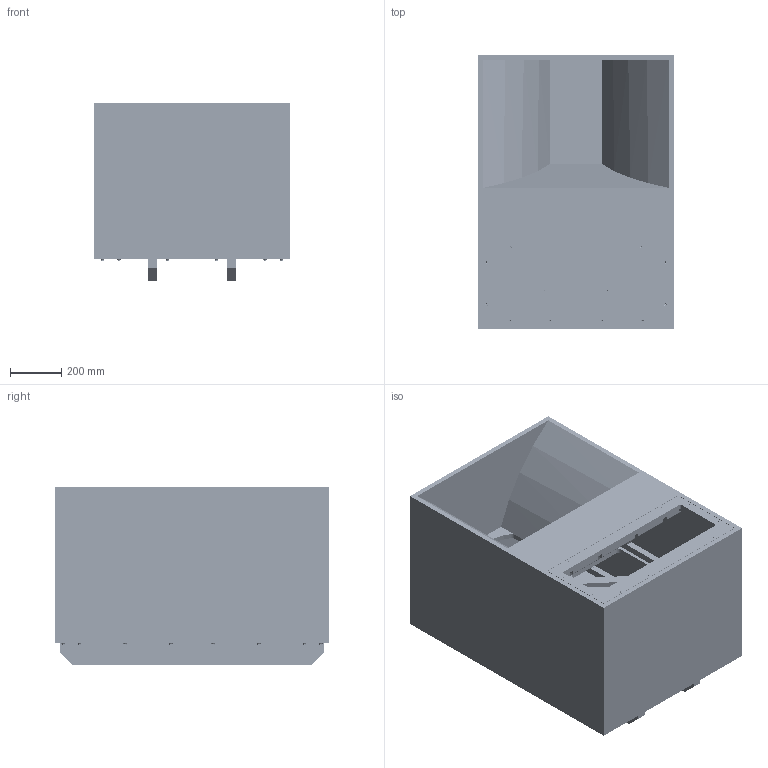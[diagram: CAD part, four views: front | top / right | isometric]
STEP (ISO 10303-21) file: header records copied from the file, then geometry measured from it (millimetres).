
FILE_DESCRIPTION(/* description */ (''),/* implementation_level */ '2;1');
FILE_NAME(/* name */ 'Altec A7 VOTT 828B (F360ASM) v42.step',/* time_stamp */ '2020-07-26T15:29:30-04:00',/* author */ (''),/* organization */ (''),/* preprocessor_version */ 'ST-DEVELOPER v18.1',/* originating_system */ 'Autodesk Translation Framework v9.3.0.1241',/* authorisation */ '');
FILE_SCHEMA (('AUTOMOTIVE_DESIGN { 1 0 10303 214 3 1 1 }'));
Products named in the file (47): Altec A7 VOTT 828B (F360ASM); Bottom Plate; Side Plate; Side Plate(Mirror); Top Plate; Lower Horn Face; Woofer Baffle; Horn Flare; Cleat A (Horn Mouth); Cleat B (Horn Throat); Horn Flare Brace; Horn Flare(Mirror); Cleat A (Horn Mouth)(Mirror); Cleat B (Horn Throat)(Mirror); Horn Flare Brace(Mirror); Back Plate; Front Baffle; Back Plate Rib; Back Plate Rib(Mirror); Back Plate Cleat Vertical; Back Plate Cleat Vertical(Mirror); Back Plate Cleat Horizontal; Back Plate Cleat Horizontal(Mirror); Front Baffle Vertical Cleat; Front Baffle Vertical Cleat(Mirror); Front Baffle Upper Horizontal Cleat; Front Baffle Lower Cleat; Lower Horn Flare Cleat; Port Top Cleat; Port; Lower Horn Flare Cleat(Mirror); Lower Side Cleat; Woofer Baffle Cleat Vertical; Woofer Baffle Cleat Lower Horizontal; Top Plate Cleat; Lower Side Cleat(Mirror); Woofer Baffle Cleat Vertical(Mirror); Top Plate Cleat(Mirror); Flanged 0.25-20 Bolt; .25-20 Tee Nut 6PT v1(Mirror) ...
Assembly tree (108 placements, depth 2):
  Altec A7 VOTT 828B (F360ASM)
    Bottom Plate
    Side Plate
    Side Plate(Mirror)
    Top Plate
    Lower Horn Face
    Woofer Baffle
    Horn Flare
    Cleat A (Horn Mouth)
    Cleat B (Horn Throat)
    Horn Flare Brace  x4
    Horn Flare(Mirror)
    Cleat A (Horn Mouth)(Mirror)
    Cleat B (Horn Throat)(Mirror)
    Horn Flare Brace(Mirror)  x4
    Back Plate
    Front Baffle
    Back Plate Rib
    Back Plate Rib(Mirror)
    Back Plate Cleat Vertical
    Back Plate Cleat Vertical(Mirror)
    Back Plate Cleat Horizontal
    Back Plate Cleat Horizontal(Mirror)
    Front Baffle Vertical Cleat
    Front Baffle Vertical Cleat(Mirror)
    Front Baffle Upper Horizontal Cleat
    Front Baffle Lower Cleat
    Lower Horn Flare Cleat
    Port Top Cleat
    Port
    Lower Horn Flare Cleat(Mirror)
    Lower Side Cleat
    Woofer Baffle Cleat Vertical
    Woofer Baffle Cleat Lower Horizontal
    Top Plate Cleat
    .25-20 Tee Nut 6PT  x20
    Lower Side Cleat(Mirror)
    Woofer Baffle Cleat Vertical(Mirror)
    Top Plate Cleat(Mirror)
    Flanged 0.25-20 Bolt  x11
    .25-20 Tee Nut 6PT v1(Mirror)  x4
    Flanged 0.25-20 Bolt v1(Mirror)  x4
    .25-20 Tee Nut 6PT v1(Mirror) (1)  x6
    Flanged 0.25-20 Bolt v1(Mirror) (1)  x6
    .25-20 Tee Nut 6PT v1(Mirror) (2)  x2
    91500A546_TYPE 316 SS FLAT HEAD PHILLIPS MACHINE SCREW  x10
    91500A546_TYPE 316 SS FLAT HEAD PHILLIPS MACHINE SCREW v1(Mirror)  x2
Bounding box: 762 x 1067.46 x 694.69 mm (x, y, z)
Volume: 98306118.1 mm3; surface area: 11812770.2 mm2
Topology: 108 solids, 108 shells, 5995 faces, 16100 edges, 10395 vertices
Faces by surface type: cylinder 2753, plane 2044, cone 993, torus 117, bspline 88
Full cylindrical faces by diameter (mm): 4.632 x300, 4.7 x192, 5.387 x294, 6.35 x874, 7.62 x32, 7.747 x32
Entity records: 61794 total; most frequent: CARTESIAN_POINT 30751, ORIENTED_EDGE 6336, DIRECTION 5920, EDGE_CURVE 3168, AXIS2_PLACEMENT_3D 2144, VERTEX_POINT 2067, LINE 1632, VECTOR 1632
